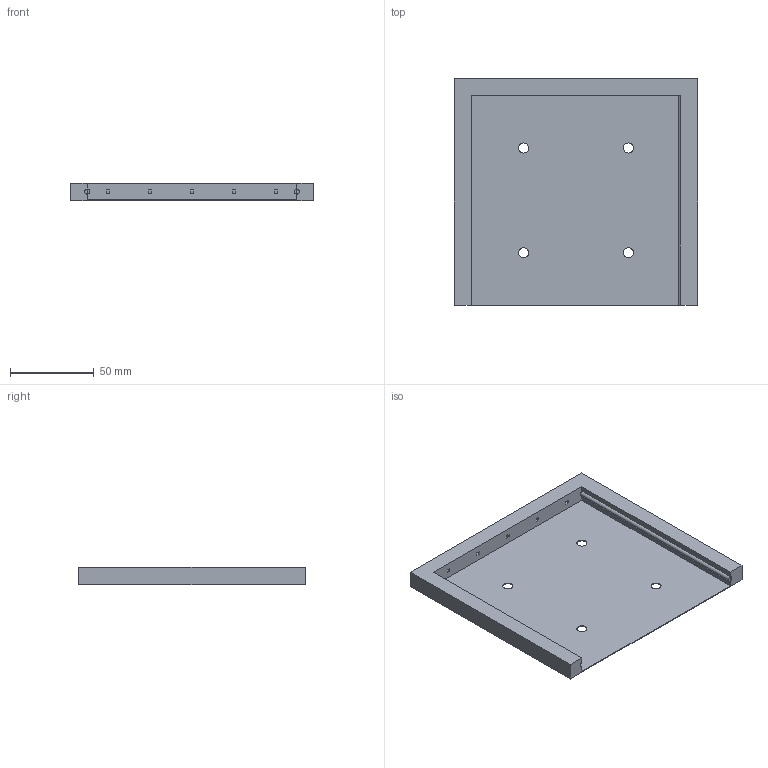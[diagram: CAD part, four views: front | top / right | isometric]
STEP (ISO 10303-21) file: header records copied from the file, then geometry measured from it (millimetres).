
FILE_DESCRIPTION(/* description */ (''),/* implementation_level */ '2;1');
FILE_NAME(/* name */ 'INPUTS~1',/* time_stamp */ '2020-08-15T11:55:32+01:00',/* author */ (''),/* organization */ (''),/* preprocessor_version */ 'ST-DEVELOPER v15',/* originating_system */ '',/* authorisation */ '');
FILE_SCHEMA (('AUTOMOTIVE_DESIGN'));
Length unit declared in the file: millimetre
Products named in the file (1): Document
Bounding box: 145 x 135 x 10.5 mm (x, y, z)
Volume: 49611.3 mm3; surface area: 49244.8 mm2
Topology: 3 solids, 3 shells, 57 faces, 135 edges, 89 vertices
Faces by surface type: plane 46, bspline 11
Entity records: 1570 total; most frequent: CARTESIAN_POINT 591, ORIENTED_EDGE 270, EDGE_CURVE 135, B_SPLINE_CURVE_WITH_KNOTS 100, VERTEX_POINT 89, EDGE_LOOP 70, ADVANCED_FACE 57, FACE_OUTER_BOUND 57
